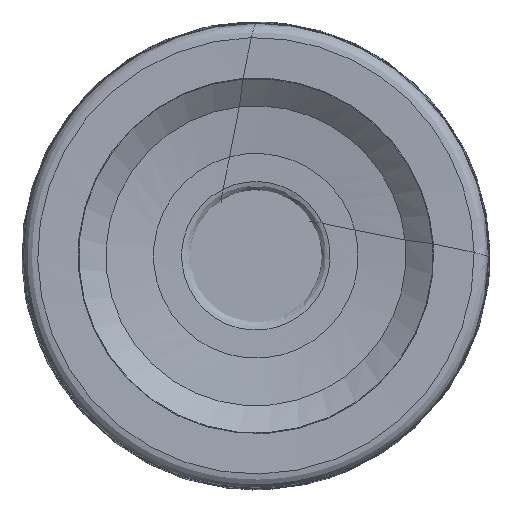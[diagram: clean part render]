
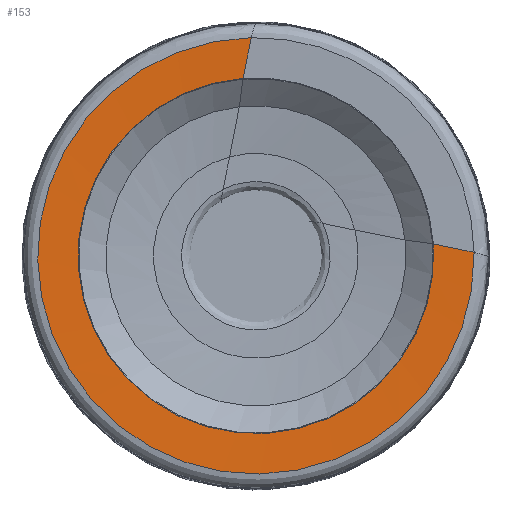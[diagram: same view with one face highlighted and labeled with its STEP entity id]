
A CAD part, left-side view. The second image highlights one B-rep face of the part: STEP entity #153.
In plain terms, the highlighted free-form (B-spline) face has degree [1, 3] with [2, 7] control points.
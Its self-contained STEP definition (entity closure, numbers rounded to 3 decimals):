
#153=ADVANCED_FACE('',(#260),#220,.F.);
#220=(
BOUNDED_SURFACE()
B_SPLINE_SURFACE(1,3,((#1552,#1553,#1554,#1555,#1556,#1557,#1558),(#1559,
#1560,#1561,#1562,#1563,#1564,#1565)),.UNSPECIFIED.,.F.,.F.,.F.)
B_SPLINE_SURFACE_WITH_KNOTS((2,2),(4,3,4),(0.,1.),(0.,0.5,1.),
 .UNSPECIFIED.)
GEOMETRIC_REPRESENTATION_ITEM()
RATIONAL_B_SPLINE_SURFACE(((1.,0.589,0.589,1.,0.589,
0.589,1.),(1.,0.589,0.589,1.,0.589,
0.589,1.)))
REPRESENTATION_ITEM('')
SURFACE()
);
#260=FACE_OUTER_BOUND('',#302,.T.);
#302=EDGE_LOOP('',(#500,#501,#502,#503));
#397=CIRCLE('',#904,9.561);
#398=CIRCLE('',#905,11.731);
#500=ORIENTED_EDGE('',*,*,#766,.F.);
#501=ORIENTED_EDGE('',*,*,#767,.T.);
#502=ORIENTED_EDGE('',*,*,#763,.T.);
#503=ORIENTED_EDGE('',*,*,#768,.T.);
#686=VERTEX_POINT('',#1529);
#687=VERTEX_POINT('',#1530);
#688=VERTEX_POINT('',#1548);
#689=VERTEX_POINT('',#1549);
#763=EDGE_CURVE('',#686,#687,#397,.T.);
#766=EDGE_CURVE('',#688,#689,#398,.T.);
#767=EDGE_CURVE('',#688,#686,#850,.T.);
#768=EDGE_CURVE('',#687,#689,#851,.T.);
#850=LINE('',#1550,#874);
#851=LINE('',#1551,#875);
#874=VECTOR('',#1048,1.);
#875=VECTOR('',#1049,1.);
#904=AXIS2_PLACEMENT_3D('',#1528,#1042,#1043);
#905=AXIS2_PLACEMENT_3D('',#1547,#1046,#1047);
#1042=DIRECTION('',(1.,0.,0.));
#1043=DIRECTION('',(0.,-0.998,0.067));
#1046=DIRECTION('',(1.,0.,0.));
#1047=DIRECTION('',(0.,-1.,0.016));
#1048=DIRECTION('',(0.026,0.978,0.205));
#1049=DIRECTION('',(-0.026,-0.2,0.979));
#1528=CARTESIAN_POINT('',(0.082,0.,0.));
#1529=CARTESIAN_POINT('',(0.082,-9.539,0.643));
#1530=CARTESIAN_POINT('',(0.082,0.694,9.535));
#1547=CARTESIAN_POINT('',(0.023,0.,0.));
#1548=CARTESIAN_POINT('',(0.023,-11.73,0.184));
#1549=CARTESIAN_POINT('',(0.023,0.247,11.728));
#1550=CARTESIAN_POINT('',(0.082,-9.539,0.643));
#1551=CARTESIAN_POINT('',(0.082,0.694,9.535));
#1552=CARTESIAN_POINT('',(0.082,-9.539,0.643));
#1553=CARTESIAN_POINT('',(0.082,-10.211,-9.321));
#1554=CARTESIAN_POINT('',(0.082,-1.268,-13.768));
#1555=CARTESIAN_POINT('',(0.082,6.271,-7.217));
#1556=CARTESIAN_POINT('',(0.082,13.81,-0.666));
#1557=CARTESIAN_POINT('',(0.082,10.656,8.81));
#1558=CARTESIAN_POINT('',(0.082,0.694,9.535));
#1559=CARTESIAN_POINT('',(0.023,-11.73,0.184));
#1560=CARTESIAN_POINT('',(0.023,-11.922,-12.069));
#1561=CARTESIAN_POINT('',(0.023,-0.682,-16.951));
#1562=CARTESIAN_POINT('',(0.023,8.141,-8.446));
#1563=CARTESIAN_POINT('',(0.023,16.964,0.059));
#1564=CARTESIAN_POINT('',(0.023,12.499,11.471));
#1565=CARTESIAN_POINT('',(0.023,0.247,11.728));
